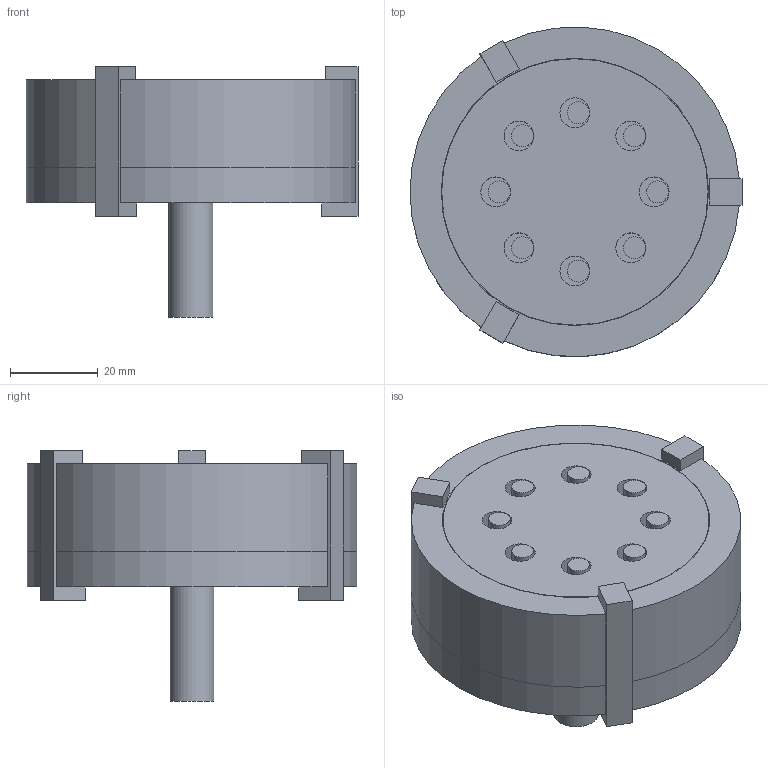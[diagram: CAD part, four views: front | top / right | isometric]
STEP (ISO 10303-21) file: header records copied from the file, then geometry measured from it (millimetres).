
FILE_DESCRIPTION(/* description */ (''),/* implementation_level */ '2;1');
FILE_NAME(/* name */ 'cycloidtest2 v26.step',/* time_stamp */ '2018-12-22T23:32:59-08:00',/* author */ ('asira_91'),/* organization */ (''),/* preprocessor_version */ 'ST-DEVELOPER v17.2',/* originating_system */ 'Autodesk Translation Framework v7.6.0.251',/* authorisation */ '');
FILE_SCHEMA (('AUTOMOTIVE_DESIGN { 1 0 10303 214 3 1 1 }'));
Length unit declared in the file: millimetre
Products named in the file (7): cycloidtest2; rotor; housing; outputrotor; inputshaft; backcover; Clips
Assembly tree (8 placements, depth 2):
  cycloidtest2
    rotor
    housing
    outputrotor
    inputshaft
    backcover
    Clips  x3
Bounding box: 75.5 x 74.94 x 57 mm (x, y, z)
Volume: 123276.5 mm3; surface area: 45816.3 mm2
Topology: 8 solids, 8 shells, 251 faces, 672 edges, 446 vertices
Faces by surface type: cylinder 120, plane 97, bspline 29, cone 5
Full cylindrical faces by diameter (mm): 5 x8, 6.8 x8, 9.8 x1, 10 x3, 18 x2, 60.6 x1, 60.8 x1
Entity records: 24110 total; most frequent: CARTESIAN_POINT 18017, DIRECTION 1304, ORIENTED_EDGE 1248, EDGE_CURVE 624, AXIS2_PLACEMENT_3D 521, VERTEX_POINT 414, CIRCLE 304, EDGE_LOOP 262
